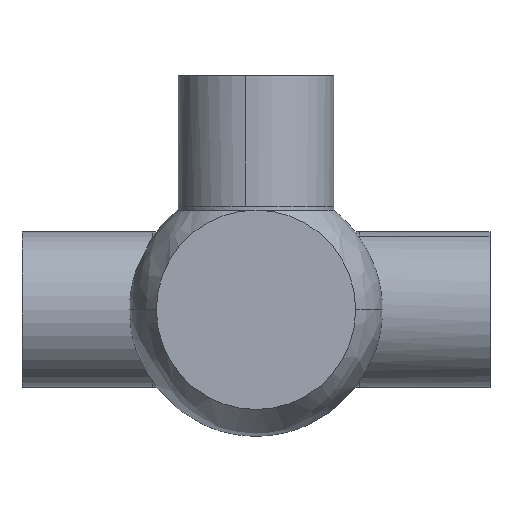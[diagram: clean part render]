
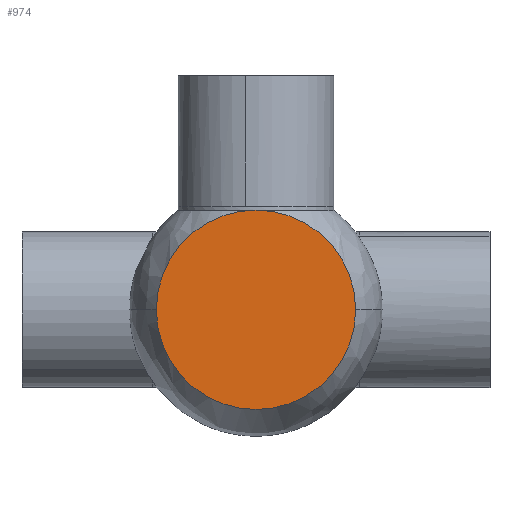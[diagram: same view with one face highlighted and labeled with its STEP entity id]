
A CAD part, front view. The second image highlights one B-rep face of the part: STEP entity #974.
In plain terms, the highlighted planar face has unit normal (0, -1, 0).
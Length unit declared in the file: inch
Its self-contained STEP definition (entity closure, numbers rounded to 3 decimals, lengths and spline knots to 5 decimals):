
#95 = ORIENTED_EDGE ( 'NONE', *, *, #3480, .F. ) ;
#140 = DIRECTION ( 'NONE',  ( 0., 1., 0. ) ) ;
#275 = CARTESIAN_POINT ( 'NONE',  ( -2.5625, -10.25, 0. ) ) ;
#519 = CARTESIAN_POINT ( 'NONE',  ( 0., -10.25, 0. ) ) ;
#806 = DIRECTION ( 'NONE',  ( -1., 0., 0. ) ) ;
#842 = AXIS2_PLACEMENT_3D ( 'NONE', #3462, #1510, #3472 ) ;
#969 = PLANE ( 'NONE',  #842 ) ;
#974 = ADVANCED_FACE ( 'NONE', ( #1912 ), #969, .T. ) ;
#1510 = DIRECTION ( 'NONE',  ( 0., -1., 0. ) ) ;
#1787 = CARTESIAN_POINT ( 'NONE',  ( 0., -10.25, 0. ) ) ;
#1912 = FACE_OUTER_BOUND ( 'NONE', #2301, .T. ) ;
#2070 = DIRECTION ( 'NONE',  ( -1., 0., 0. ) ) ;
#2141 = AXIS2_PLACEMENT_3D ( 'NONE', #519, #2436, #806 ) ;
#2240 = CIRCLE ( 'NONE', #3235, 2.5625 ) ;
#2301 = EDGE_LOOP ( 'NONE', ( #2756, #95 ) ) ;
#2381 = EDGE_CURVE ( 'NONE', #2864, #3284, #2423, .T. ) ;
#2423 = CIRCLE ( 'NONE', #2141, 2.5625 ) ;
#2436 = DIRECTION ( 'NONE',  ( 0., 1., 0. ) ) ;
#2756 = ORIENTED_EDGE ( 'NONE', *, *, #2381, .F. ) ;
#2864 = VERTEX_POINT ( 'NONE', #275 ) ;
#3235 = AXIS2_PLACEMENT_3D ( 'NONE', #1787, #140, #2070 ) ;
#3284 = VERTEX_POINT ( 'NONE', #3519 ) ;
#3462 = CARTESIAN_POINT ( 'NONE',  ( -2.5625, -10.25, 0. ) ) ;
#3472 = DIRECTION ( 'NONE',  ( 1., 0., 0. ) ) ;
#3480 = EDGE_CURVE ( 'NONE', #3284, #2864, #2240, .T. ) ;
#3519 = CARTESIAN_POINT ( 'NONE',  ( 2.5625, -10.25, 0. ) ) ;
